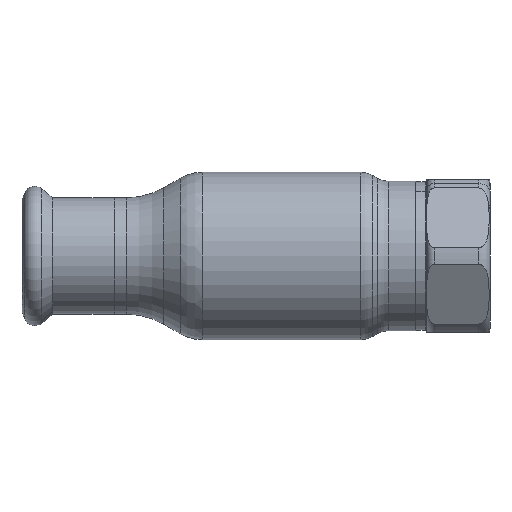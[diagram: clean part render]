
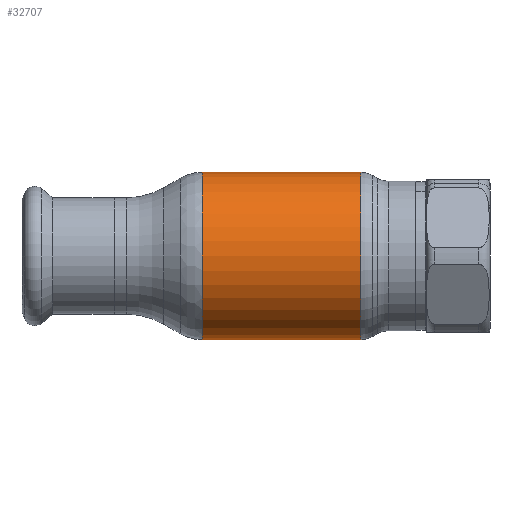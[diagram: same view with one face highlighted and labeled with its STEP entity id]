
A CAD part, front view. The second image highlights one B-rep face of the part: STEP entity #32707.
In plain terms, the highlighted cylindrical face has radius 22.5 mm (diameter 45 mm), a partial arc.
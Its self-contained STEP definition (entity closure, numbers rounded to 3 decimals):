
#1332 = DIRECTION ( 'NONE',  ( 0., 0., 1. ) ) ;
#1879 = ORIENTED_EDGE ( 'NONE', *, *, #6571, .F. ) ;
#2729 = CARTESIAN_POINT ( 'NONE',  ( -62.69, 0., 0. ) ) ;
#2836 = AXIS2_PLACEMENT_3D ( 'NONE', #28678, #6412, #1332 ) ;
#4143 = CIRCLE ( 'NONE', #9909, 22.5 ) ;
#4800 = EDGE_CURVE ( 'NONE', #45908, #40894, #4143, .T. ) ;
#6412 = DIRECTION ( 'NONE',  ( -1., 0., 0. ) ) ;
#6571 = EDGE_CURVE ( 'NONE', #45908, #42511, #7569, .T. ) ;
#7569 = LINE ( 'NONE', #43617, #42585 ) ;
#9909 = AXIS2_PLACEMENT_3D ( 'NONE', #53981, #57884, #44680 ) ;
#10456 = ORIENTED_EDGE ( 'NONE', *, *, #4800, .T. ) ;
#15067 = EDGE_CURVE ( 'NONE', #42511, #45915, #57540, .T. ) ;
#15397 = DIRECTION ( 'NONE',  ( -1., 0., 0. ) ) ;
#20809 = DIRECTION ( 'NONE',  ( -1., 0., 0. ) ) ;
#23708 = ORIENTED_EDGE ( 'NONE', *, *, #15067, .F. ) ;
#23972 = EDGE_LOOP ( 'NONE', ( #1879, #10456, #47924, #23708 ) ) ;
#26292 = DIRECTION ( 'NONE',  ( -1., 0., 0. ) ) ;
#28285 = CARTESIAN_POINT ( 'NONE',  ( -21.285, 0., 22.5 ) ) ;
#28678 = CARTESIAN_POINT ( 'NONE',  ( -21.285, 0., 0. ) ) ;
#29773 = DIRECTION ( 'NONE',  ( 0., 0., 1. ) ) ;
#30099 = AXIS2_PLACEMENT_3D ( 'NONE', #2729, #15397, #29773 ) ;
#31099 = CARTESIAN_POINT ( 'NONE',  ( -62.69, 0., 22.5 ) ) ;
#32707 = ADVANCED_FACE ( 'NONE', ( #43581 ), #34605, .T. ) ;
#32808 = CARTESIAN_POINT ( 'NONE',  ( 21.285, 0., -22.5 ) ) ;
#34605 = CYLINDRICAL_SURFACE ( 'NONE', #30099, 22.5 ) ;
#35363 = VECTOR ( 'NONE', #26292, 1000. ) ;
#40894 = VERTEX_POINT ( 'NONE', #43730 ) ;
#42511 = VERTEX_POINT ( 'NONE', #54334 ) ;
#42585 = VECTOR ( 'NONE', #20809, 1000. ) ;
#43581 = FACE_OUTER_BOUND ( 'NONE', #23972, .T. ) ;
#43617 = CARTESIAN_POINT ( 'NONE',  ( -62.69, 0., -22.5 ) ) ;
#43730 = CARTESIAN_POINT ( 'NONE',  ( 21.285, 0., 22.5 ) ) ;
#44680 = DIRECTION ( 'NONE',  ( 0., 0., 1. ) ) ;
#45908 = VERTEX_POINT ( 'NONE', #32808 ) ;
#45915 = VERTEX_POINT ( 'NONE', #28285 ) ;
#47924 = ORIENTED_EDGE ( 'NONE', *, *, #48041, .T. ) ;
#48041 = EDGE_CURVE ( 'NONE', #40894, #45915, #50303, .T. ) ;
#50303 = LINE ( 'NONE', #31099, #35363 ) ;
#53981 = CARTESIAN_POINT ( 'NONE',  ( 21.285, 0., 0. ) ) ;
#54334 = CARTESIAN_POINT ( 'NONE',  ( -21.285, 0., -22.5 ) ) ;
#57540 = CIRCLE ( 'NONE', #2836, 22.5 ) ;
#57884 = DIRECTION ( 'NONE',  ( -1., 0., 0. ) ) ;
